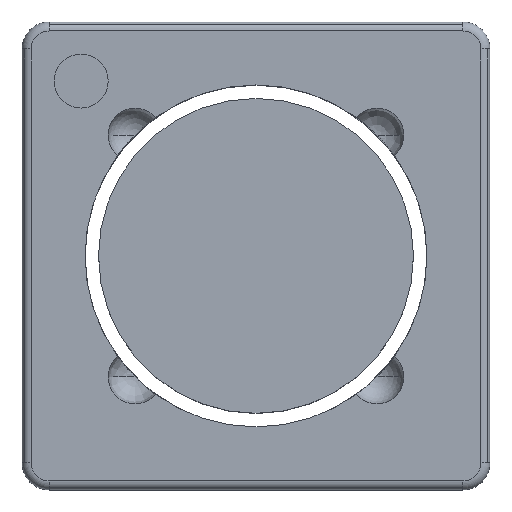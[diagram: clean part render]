
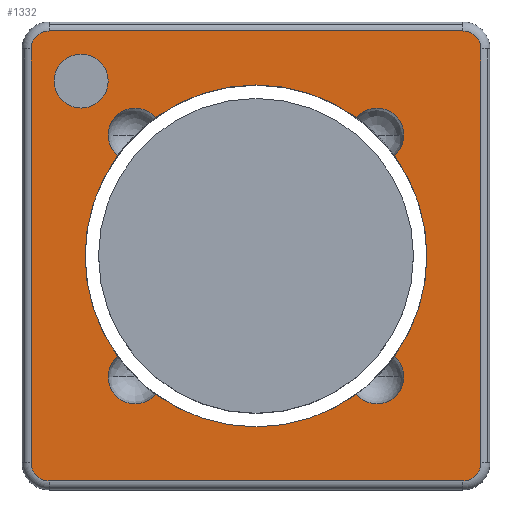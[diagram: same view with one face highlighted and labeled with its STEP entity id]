
A CAD part, top view. The second image highlights one B-rep face of the part: STEP entity #1332.
In plain terms, the highlighted planar face has unit normal (0, 0, 1).
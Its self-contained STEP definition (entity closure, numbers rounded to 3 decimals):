
#168=CARTESIAN_POINT('',(1.9,0.,1.2));
#169=VERTEX_POINT('',#168);
#178=CARTESIAN_POINT('',(1.538,1.115,1.2));
#179=VERTEX_POINT('',#178);
#180=CARTESIAN_POINT('',(0.,0.,1.2));
#181=DIRECTION('',(0.0,0.0,-1.0));
#182=DIRECTION('',(1.0,0.0,0.0));
#183=AXIS2_PLACEMENT_3D('',#180,#181,#182);
#184=CIRCLE('',#183,1.9);
#185=EDGE_CURVE('',#179,#169,#184,.T.);
#204=CARTESIAN_POINT('',(1.115,1.538,1.2));
#205=VERTEX_POINT('',#204);
#221=CARTESIAN_POINT('',(-1.115,1.538,1.2));
#222=VERTEX_POINT('',#221);
#223=CARTESIAN_POINT('',(0.,0.,1.2));
#224=DIRECTION('',(0.0,0.0,-1.0));
#225=DIRECTION('',(1.0,0.0,0.0));
#226=AXIS2_PLACEMENT_3D('',#223,#224,#225);
#227=CIRCLE('',#226,1.9);
#228=EDGE_CURVE('',#222,#205,#227,.T.);
#247=CARTESIAN_POINT('',(-1.538,1.115,1.2));
#248=VERTEX_POINT('',#247);
#264=CARTESIAN_POINT('',(-1.9,0.,1.2));
#265=VERTEX_POINT('',#264);
#266=CARTESIAN_POINT('',(0.,0.,1.2));
#267=DIRECTION('',(0.0,0.0,-1.0));
#268=DIRECTION('',(1.0,0.0,0.0));
#269=AXIS2_PLACEMENT_3D('',#266,#267,#268);
#270=CIRCLE('',#269,1.9);
#271=EDGE_CURVE('',#265,#248,#270,.T.);
#346=CARTESIAN_POINT('',(-1.644,-1.344,1.2));
#347=VERTEX_POINT('',#346);
#355=CARTESIAN_POINT('',(-1.538,-1.115,1.2));
#356=VERTEX_POINT('',#355);
#372=CARTESIAN_POINT('',(-1.344,-1.344,1.2));
#373=DIRECTION('',(0.0,0.0,-1.0));
#374=DIRECTION('',(0.0,1.0,0.0));
#375=AXIS2_PLACEMENT_3D('',#372,#373,#374);
#376=CIRCLE('',#375,0.3);
#377=EDGE_CURVE('',#347,#356,#376,.T.);
#435=CARTESIAN_POINT('',(1.644,1.344,1.2));
#436=VERTEX_POINT('',#435);
#445=CARTESIAN_POINT('',(1.344,1.344,1.2));
#446=DIRECTION('',(0.0,0.0,-1.0));
#447=DIRECTION('',(0.0,1.0,0.0));
#448=AXIS2_PLACEMENT_3D('',#445,#446,#447);
#449=CIRCLE('',#448,0.3);
#450=EDGE_CURVE('',#436,#179,#449,.T.);
#460=CARTESIAN_POINT('',(-1.644,1.344,1.2));
#461=VERTEX_POINT('',#460);
#470=CARTESIAN_POINT('',(-1.344,1.344,1.2));
#471=DIRECTION('',(0.0,0.0,-1.0));
#472=DIRECTION('',(0.0,1.0,0.0));
#473=AXIS2_PLACEMENT_3D('',#470,#471,#472);
#474=CIRCLE('',#473,0.3);
#475=EDGE_CURVE('',#461,#222,#474,.T.);
#487=CARTESIAN_POINT('',(1.644,-1.344,1.2));
#488=VERTEX_POINT('',#487);
#496=CARTESIAN_POINT('',(1.115,-1.538,1.2));
#497=VERTEX_POINT('',#496);
#513=CARTESIAN_POINT('',(1.344,-1.344,1.2));
#514=DIRECTION('',(0.0,0.0,-1.0));
#515=DIRECTION('',(0.0,1.0,0.0));
#516=AXIS2_PLACEMENT_3D('',#513,#514,#515);
#517=CIRCLE('',#516,0.3);
#518=EDGE_CURVE('',#488,#497,#517,.T.);
#706=CARTESIAN_POINT('',(-2.5,-2.3,1.2));
#707=VERTEX_POINT('',#706);
#715=CARTESIAN_POINT('',(-2.5,2.3,1.2));
#716=VERTEX_POINT('',#715);
#717=CARTESIAN_POINT('',(-2.5,-2.3,1.2));
#718=DIRECTION('',(0.0,1.0,0.0));
#719=VECTOR('',#718,4.6);
#720=LINE('',#717,#719);
#721=EDGE_CURVE('',#707,#716,#720,.T.);
#748=CARTESIAN_POINT('',(2.3,-2.5,1.2));
#749=VERTEX_POINT('',#748);
#757=CARTESIAN_POINT('',(-2.3,-2.5,1.2));
#758=VERTEX_POINT('',#757);
#759=CARTESIAN_POINT('',(2.3,-2.5,1.2));
#760=DIRECTION('',(-1.0,0.0,0.0));
#761=VECTOR('',#760,4.6);
#762=LINE('',#759,#761);
#763=EDGE_CURVE('',#749,#758,#762,.T.);
#790=CARTESIAN_POINT('',(-2.3,2.5,1.2));
#791=VERTEX_POINT('',#790);
#799=CARTESIAN_POINT('',(2.3,2.5,1.2));
#800=VERTEX_POINT('',#799);
#801=CARTESIAN_POINT('',(-2.3,2.5,1.2));
#802=DIRECTION('',(1.0,0.0,0.0));
#803=VECTOR('',#802,4.6);
#804=LINE('',#801,#803);
#805=EDGE_CURVE('',#791,#800,#804,.T.);
#832=CARTESIAN_POINT('',(2.5,2.3,1.2));
#833=VERTEX_POINT('',#832);
#841=CARTESIAN_POINT('',(2.5,-2.3,1.2));
#842=VERTEX_POINT('',#841);
#843=CARTESIAN_POINT('',(2.5,2.3,1.2));
#844=DIRECTION('',(0.0,-1.0,0.0));
#845=VECTOR('',#844,4.6);
#846=LINE('',#843,#845);
#847=EDGE_CURVE('',#833,#842,#846,.T.);
#866=CARTESIAN_POINT('',(-1.644,1.944,1.2));
#867=VERTEX_POINT('',#866);
#883=CARTESIAN_POINT('',(-2.244,1.944,1.2));
#884=VERTEX_POINT('',#883);
#891=CARTESIAN_POINT('',(-1.944,1.944,1.2));
#892=DIRECTION('',(0.0,0.0,-1.0));
#893=DIRECTION('',(1.0,0.0,0.0));
#894=AXIS2_PLACEMENT_3D('',#891,#892,#893);
#895=CIRCLE('',#894,0.3);
#896=EDGE_CURVE('',#867,#884,#895,.T.);
#907=CARTESIAN_POINT('',(-1.944,1.944,1.2));
#908=DIRECTION('',(0.0,0.0,-1.0));
#909=DIRECTION('',(1.0,0.0,0.0));
#910=AXIS2_PLACEMENT_3D('',#907,#908,#909);
#911=CIRCLE('',#910,0.3);
#912=EDGE_CURVE('',#884,#867,#911,.T.);
#979=CARTESIAN_POINT('',(2.3,2.3,1.2));
#980=DIRECTION('',(0.,0.,-1.));
#981=DIRECTION('',(0.707,0.707,0.));
#982=AXIS2_PLACEMENT_3D('',#979,#980,#981);
#983=CIRCLE('',#982,0.2);
#984=EDGE_CURVE('',#800,#833,#983,.T.);
#1024=CARTESIAN_POINT('',(2.3,-2.3,1.2));
#1025=DIRECTION('',(0.,0.,-1.));
#1026=DIRECTION('',(0.707,-0.707,0.));
#1027=AXIS2_PLACEMENT_3D('',#1024,#1025,#1026);
#1028=CIRCLE('',#1027,0.2);
#1029=EDGE_CURVE('',#842,#749,#1028,.T.);
#1095=CARTESIAN_POINT('',(-2.3,2.3,1.2));
#1096=DIRECTION('',(0.,0.,-1.));
#1097=DIRECTION('',(-0.707,0.707,0.));
#1098=AXIS2_PLACEMENT_3D('',#1095,#1096,#1097);
#1099=CIRCLE('',#1098,0.2);
#1100=EDGE_CURVE('',#716,#791,#1099,.T.);
#1140=CARTESIAN_POINT('',(-2.3,-2.3,1.2));
#1141=DIRECTION('',(0.,0.,-1.));
#1142=DIRECTION('',(-0.707,-0.707,0.));
#1143=AXIS2_PLACEMENT_3D('',#1140,#1141,#1142);
#1144=CIRCLE('',#1143,0.2);
#1145=EDGE_CURVE('',#758,#707,#1144,.T.);
#1251=CARTESIAN_POINT('',(0.,0.,1.2));
#1252=DIRECTION('',(0.0,0.0,1.0));
#1253=DIRECTION('',(1.0,0.0,0.0));
#1254=AXIS2_PLACEMENT_3D('',#1251,#1252,#1253);
#1255=PLANE('',#1254);
#1256=ORIENTED_EDGE('',*,*,#847,.F.);
#1257=ORIENTED_EDGE('',*,*,#984,.F.);
#1258=ORIENTED_EDGE('',*,*,#805,.F.);
#1259=ORIENTED_EDGE('',*,*,#1100,.F.);
#1260=ORIENTED_EDGE('',*,*,#721,.F.);
#1261=ORIENTED_EDGE('',*,*,#1145,.F.);
#1262=ORIENTED_EDGE('',*,*,#763,.F.);
#1263=ORIENTED_EDGE('',*,*,#1029,.F.);
#1264=EDGE_LOOP('',(#1256,#1257,#1258,#1259,#1260,#1261,#1262,#1263));
#1265=FACE_OUTER_BOUND('',#1264,.T.);
#1266=ORIENTED_EDGE('',*,*,#896,.T.);
#1267=ORIENTED_EDGE('',*,*,#912,.T.);
#1268=EDGE_LOOP('',(#1266,#1267));
#1269=FACE_BOUND('',#1268,.T.);
#1270=CARTESIAN_POINT('',(1.538,-1.115,1.2));
#1271=VERTEX_POINT('',#1270);
#1272=CARTESIAN_POINT('',(1.344,-1.344,1.2));
#1273=DIRECTION('',(0.0,0.0,-1.0));
#1274=DIRECTION('',(0.0,1.0,0.0));
#1275=AXIS2_PLACEMENT_3D('',#1272,#1273,#1274);
#1276=CIRCLE('',#1275,0.3);
#1277=EDGE_CURVE('',#1271,#488,#1276,.T.);
#1278=ORIENTED_EDGE('',*,*,#1277,.T.);
#1279=ORIENTED_EDGE('',*,*,#518,.T.);
#1280=CARTESIAN_POINT('',(-1.115,-1.538,1.2));
#1281=VERTEX_POINT('',#1280);
#1282=CARTESIAN_POINT('',(0.,0.,1.2));
#1283=DIRECTION('',(0.0,0.0,-1.0));
#1284=DIRECTION('',(1.0,0.0,0.0));
#1285=AXIS2_PLACEMENT_3D('',#1282,#1283,#1284);
#1286=CIRCLE('',#1285,1.9);
#1287=EDGE_CURVE('',#497,#1281,#1286,.T.);
#1288=ORIENTED_EDGE('',*,*,#1287,.T.);
#1289=CARTESIAN_POINT('',(-1.344,-1.344,1.2));
#1290=DIRECTION('',(0.0,0.0,-1.0));
#1291=DIRECTION('',(0.0,1.0,0.0));
#1292=AXIS2_PLACEMENT_3D('',#1289,#1290,#1291);
#1293=CIRCLE('',#1292,0.3);
#1294=EDGE_CURVE('',#1281,#347,#1293,.T.);
#1295=ORIENTED_EDGE('',*,*,#1294,.T.);
#1296=ORIENTED_EDGE('',*,*,#377,.T.);
#1297=CARTESIAN_POINT('',(0.,0.,1.2));
#1298=DIRECTION('',(0.0,0.0,-1.0));
#1299=DIRECTION('',(1.0,0.0,0.0));
#1300=AXIS2_PLACEMENT_3D('',#1297,#1298,#1299);
#1301=CIRCLE('',#1300,1.9);
#1302=EDGE_CURVE('',#356,#265,#1301,.T.);
#1303=ORIENTED_EDGE('',*,*,#1302,.T.);
#1304=ORIENTED_EDGE('',*,*,#271,.T.);
#1305=CARTESIAN_POINT('',(-1.344,1.344,1.2));
#1306=DIRECTION('',(0.0,0.0,-1.0));
#1307=DIRECTION('',(0.0,1.0,0.0));
#1308=AXIS2_PLACEMENT_3D('',#1305,#1306,#1307);
#1309=CIRCLE('',#1308,0.3);
#1310=EDGE_CURVE('',#248,#461,#1309,.T.);
#1311=ORIENTED_EDGE('',*,*,#1310,.T.);
#1312=ORIENTED_EDGE('',*,*,#475,.T.);
#1313=ORIENTED_EDGE('',*,*,#228,.T.);
#1314=CARTESIAN_POINT('',(1.344,1.344,1.2));
#1315=DIRECTION('',(0.0,0.0,-1.0));
#1316=DIRECTION('',(0.0,1.0,0.0));
#1317=AXIS2_PLACEMENT_3D('',#1314,#1315,#1316);
#1318=CIRCLE('',#1317,0.3);
#1319=EDGE_CURVE('',#205,#436,#1318,.T.);
#1320=ORIENTED_EDGE('',*,*,#1319,.T.);
#1321=ORIENTED_EDGE('',*,*,#450,.T.);
#1322=ORIENTED_EDGE('',*,*,#185,.T.);
#1323=CARTESIAN_POINT('',(0.,0.,1.2));
#1324=DIRECTION('',(0.0,0.0,-1.0));
#1325=DIRECTION('',(1.0,0.0,0.0));
#1326=AXIS2_PLACEMENT_3D('',#1323,#1324,#1325);
#1327=CIRCLE('',#1326,1.9);
#1328=EDGE_CURVE('',#169,#1271,#1327,.T.);
#1329=ORIENTED_EDGE('',*,*,#1328,.T.);
#1330=EDGE_LOOP('',(#1278,#1279,#1288,#1295,#1296,#1303,#1304,#1311,#1312,#1313,#1320,#1321,#1322,#1329));
#1331=FACE_BOUND('',#1330,.T.);
#1332=ADVANCED_FACE('',(#1265,#1269,#1331),#1255,.T.);
